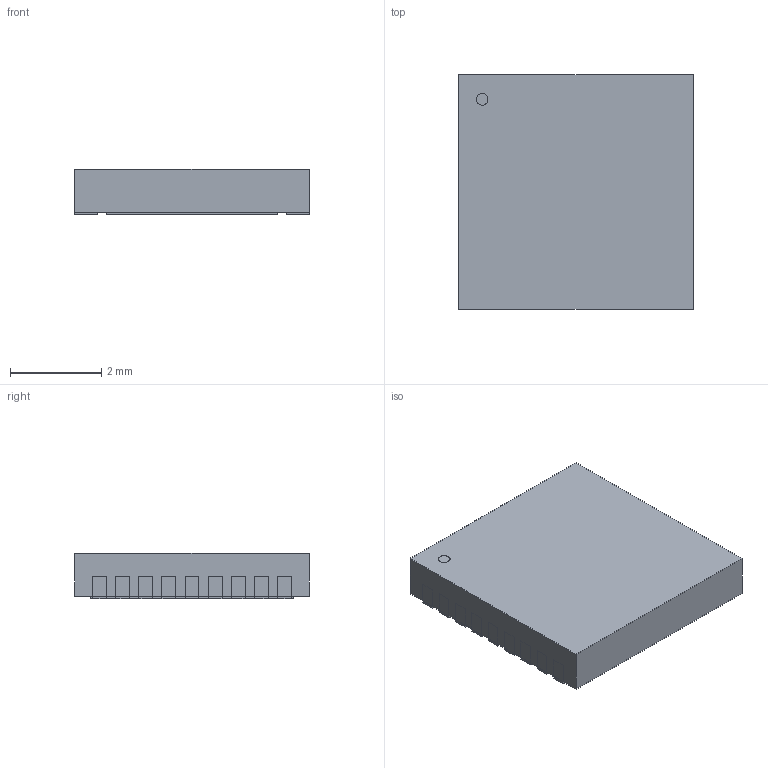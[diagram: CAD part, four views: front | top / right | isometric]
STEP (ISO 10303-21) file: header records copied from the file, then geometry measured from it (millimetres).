
FILE_DESCRIPTION(('STEP AP214'),'1');
FILE_NAME('DFN18_5X5_MCH','2023-02-10T17:02:59',(''),(''),'','','');
FILE_SCHEMA(('AUTOMOTIVE_DESIGN'));
Length unit declared in the file: millimetre
Products named in the file (1): product
Bounding box: 5.16 x 5.16 x 0.99 mm (x, y, z)
Volume: 26 mm3; surface area: 118.8 mm2
Topology: 21 solids, 21 shells, 159 faces, 315 edges, 198 vertices
Faces by surface type: plane 158, cylinder 1
Full cylindrical faces by diameter (mm): 0.258 x1
Entity records: 4108 total; most frequent: ORIENTED_EDGE 700, DIRECTION 674, CARTESIAN_POINT 397, EDGE_CURVE 350, LINE 348, VECTOR 348, VERTEX_POINT 234, AXIS2_PLACEMENT_3D 163
